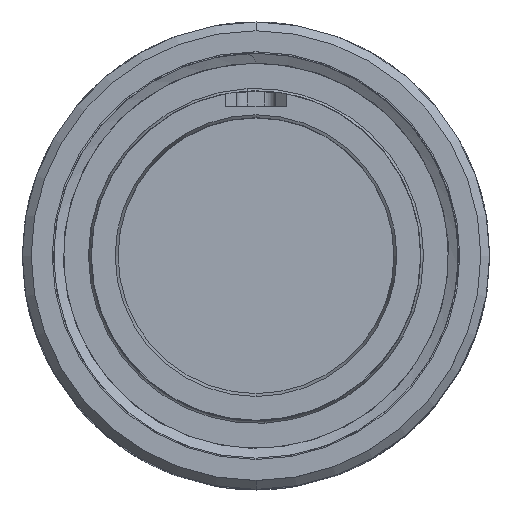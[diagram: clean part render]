
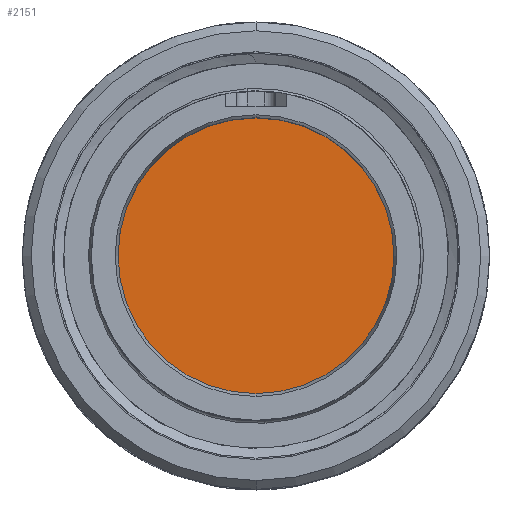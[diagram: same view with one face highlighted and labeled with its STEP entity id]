
A CAD part, top view. The second image highlights one B-rep face of the part: STEP entity #2151.
In plain terms, the highlighted planar face has unit normal (0, 0, 1).
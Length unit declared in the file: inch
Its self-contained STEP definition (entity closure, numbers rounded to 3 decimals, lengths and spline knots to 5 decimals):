
#282 = CARTESIAN_POINT ( 'NONE',  ( 0., 0., -0.535 ) ) ;
#532 = VERTEX_POINT ( 'NONE', #926 ) ;
#554 = CIRCLE ( 'NONE', #5773, 0.3875 ) ;
#910 = CARTESIAN_POINT ( 'NONE',  ( 0., -0.3875, -0.535 ) ) ;
#926 = CARTESIAN_POINT ( 'NONE',  ( 0., 0.3875, -0.535 ) ) ;
#1123 = EDGE_CURVE ( 'NONE', #532, #4029, #554, .T. ) ;
#1391 = CARTESIAN_POINT ( 'NONE',  ( 0., 0., -0.535 ) ) ;
#1905 = ORIENTED_EDGE ( 'NONE', *, *, #1123, .T. ) ;
#2120 = ORIENTED_EDGE ( 'NONE', *, *, #3603, .T. ) ;
#2151 = ADVANCED_FACE ( 'NONE', ( #3316 ), #2352, .F. ) ;
#2352 = PLANE ( 'NONE',  #4600 ) ;
#2374 = DIRECTION ( 'NONE',  ( -1., 0., 0. ) ) ;
#2679 = EDGE_LOOP ( 'NONE', ( #2120, #1905 ) ) ;
#2810 = DIRECTION ( 'NONE',  ( -1., 0., 0. ) ) ;
#3316 = FACE_OUTER_BOUND ( 'NONE', #2679, .T. ) ;
#3358 = DIRECTION ( 'NONE',  ( 0., 0., -1. ) ) ;
#3377 = DIRECTION ( 'NONE',  ( 0., 0., 1. ) ) ;
#3487 = DIRECTION ( 'NONE',  ( -1., 0., 0. ) ) ;
#3525 = DIRECTION ( 'NONE',  ( 0., 0., 1. ) ) ;
#3603 = EDGE_CURVE ( 'NONE', #4029, #532, #3793, .T. ) ;
#3793 = CIRCLE ( 'NONE', #4564, 0.3875 ) ;
#4029 = VERTEX_POINT ( 'NONE', #910 ) ;
#4564 = AXIS2_PLACEMENT_3D ( 'NONE', #282, #3525, #2374 ) ;
#4600 = AXIS2_PLACEMENT_3D ( 'NONE', #5468, #3358, #2810 ) ;
#5468 = CARTESIAN_POINT ( 'NONE',  ( 0., 0.39813, -0.535 ) ) ;
#5773 = AXIS2_PLACEMENT_3D ( 'NONE', #1391, #3377, #3487 ) ;
